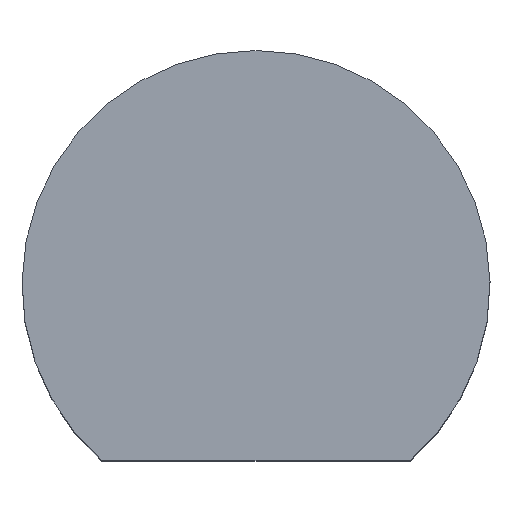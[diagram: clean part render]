
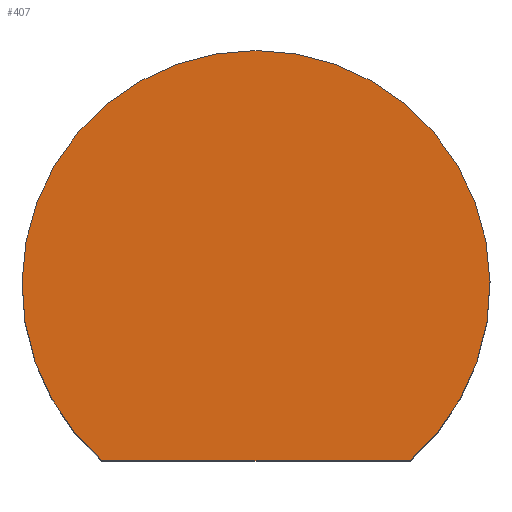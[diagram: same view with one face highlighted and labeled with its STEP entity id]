
A CAD part, top view. The second image highlights one B-rep face of the part: STEP entity #407.
In plain terms, the highlighted planar face has unit normal (0, 0, 1).
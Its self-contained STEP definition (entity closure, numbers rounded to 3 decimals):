
#18=CIRCLE('',#433,2.604);
#34=FACE_OUTER_BOUND('',#57,.T.);
#57=EDGE_LOOP('',(#312,#313));
#98=LINE('',#605,#150);
#150=VECTOR('',#494,3.429);
#194=VERTEX_POINT('',#603);
#195=VERTEX_POINT('',#604);
#238=EDGE_CURVE('',#194,#195,#98,.T.);
#239=EDGE_CURVE('',#195,#194,#18,.T.);
#312=ORIENTED_EDGE('',*,*,#238,.T.);
#313=ORIENTED_EDGE('',*,*,#239,.T.);
#385=PLANE('',#432);
#407=ADVANCED_FACE('',(#34),#385,.T.);
#432=AXIS2_PLACEMENT_3D('',#602,#492,#493);
#433=AXIS2_PLACEMENT_3D('',#606,#495,#496);
#492=DIRECTION('center_axis',(0.,0.,1.));
#493=DIRECTION('ref_axis',(1.,0.,0.));
#494=DIRECTION('',(1.,0.,0.));
#495=DIRECTION('center_axis',(0.,0.,1.));
#496=DIRECTION('ref_axis',(-1.,0.,0.));
#602=CARTESIAN_POINT('Origin',(0.,0.,
8.331));
#603=CARTESIAN_POINT('',(-1.714,-1.959,8.331));
#604=CARTESIAN_POINT('',(1.714,-1.959,8.331));
#605=CARTESIAN_POINT('',(-0.857,-1.959,8.331));
#606=CARTESIAN_POINT('Origin',(0.,0.,8.331));
